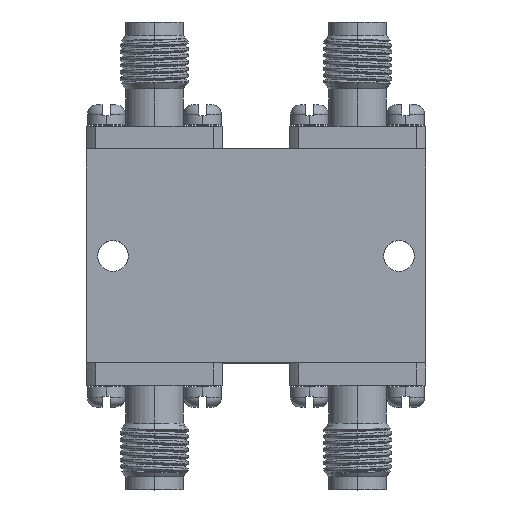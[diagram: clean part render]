
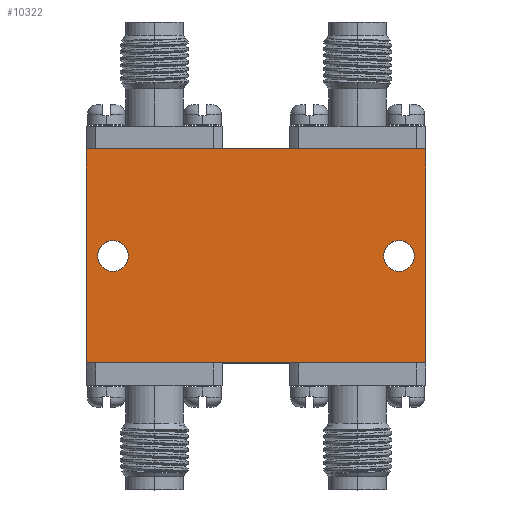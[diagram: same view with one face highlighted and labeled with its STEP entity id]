
A CAD part, top view. The second image highlights one B-rep face of the part: STEP entity #10322.
In plain terms, the highlighted planar face has unit normal (0, 0, 1).
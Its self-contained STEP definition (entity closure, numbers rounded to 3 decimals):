
#538 = CARTESIAN_POINT ( 'NONE',  ( 12.7, 8., 11. ) ) ;
#581 = CARTESIAN_POINT ( 'NONE',  ( 12.7, -8., 11. ) ) ;
#748 = DIRECTION ( 'NONE',  ( 1., 0., 0. ) ) ;
#797 = CARTESIAN_POINT ( 'NONE',  ( 9.55, 0., 11. ) ) ;
#833 = LINE ( 'NONE', #17342, #11349 ) ;
#963 = CARTESIAN_POINT ( 'NONE',  ( -10.7, 0., 11. ) ) ;
#1408 = DIRECTION ( 'NONE',  ( 1., 0., 0. ) ) ;
#1413 = DIRECTION ( 'NONE',  ( 0., 0., -1. ) ) ;
#1652 = ORIENTED_EDGE ( 'NONE', *, *, #16713, .F. ) ;
#1752 = DIRECTION ( 'NONE',  ( 0., 0., 1. ) ) ;
#1943 = CARTESIAN_POINT ( 'NONE',  ( 0., 0., 11. ) ) ;
#1951 = VERTEX_POINT ( 'NONE', #17308 ) ;
#2127 = FACE_BOUND ( 'NONE', #7491, .T. ) ;
#2870 = DIRECTION ( 'NONE',  ( 0., 0., -1. ) ) ;
#3220 = CIRCLE ( 'NONE', #14193, 1.15 ) ;
#3390 = ORIENTED_EDGE ( 'NONE', *, *, #6442, .T. ) ;
#3564 = CIRCLE ( 'NONE', #17448, 1.15 ) ;
#3587 = DIRECTION ( 'NONE',  ( -1., 0., 0. ) ) ;
#3703 = VERTEX_POINT ( 'NONE', #14174 ) ;
#3814 = VERTEX_POINT ( 'NONE', #581 ) ;
#4101 = EDGE_CURVE ( 'NONE', #6045, #3703, #3564, .T. ) ;
#4196 = CIRCLE ( 'NONE', #5637, 1.15 ) ;
#4239 = CARTESIAN_POINT ( 'NONE',  ( 10.7, 0., 11. ) ) ;
#4420 = VECTOR ( 'NONE', #5059, 1000. ) ;
#4853 = CARTESIAN_POINT ( 'NONE',  ( 0., 8., 11. ) ) ;
#5059 = DIRECTION ( 'NONE',  ( 0., 1., 0. ) ) ;
#5207 = VERTEX_POINT ( 'NONE', #16135 ) ;
#5284 = VERTEX_POINT ( 'NONE', #16604 ) ;
#5637 = AXIS2_PLACEMENT_3D ( 'NONE', #4239, #2870, #1408 ) ;
#5743 = CARTESIAN_POINT ( 'NONE',  ( 10.7, 0., 11. ) ) ;
#5992 = CARTESIAN_POINT ( 'NONE',  ( -12.7, 0., 11. ) ) ;
#6045 = VERTEX_POINT ( 'NONE', #797 ) ;
#6168 = CIRCLE ( 'NONE', #9027, 1.15 ) ;
#6442 = EDGE_CURVE ( 'NONE', #15044, #1951, #6168, .T. ) ;
#6942 = EDGE_CURVE ( 'NONE', #3814, #5207, #833, .T. ) ;
#7491 = EDGE_LOOP ( 'NONE', ( #10237, #3390 ) ) ;
#7584 = CARTESIAN_POINT ( 'NONE',  ( -10.7, 0., 11. ) ) ;
#7631 = FACE_OUTER_BOUND ( 'NONE', #14417, .T. ) ;
#7642 = EDGE_CURVE ( 'NONE', #5207, #5284, #10034, .T. ) ;
#8120 = VECTOR ( 'NONE', #748, 1000. ) ;
#8209 = DIRECTION ( 'NONE',  ( 1., 0., 0. ) ) ;
#8666 = EDGE_CURVE ( 'NONE', #5284, #17276, #9069, .T. ) ;
#8767 = ORIENTED_EDGE ( 'NONE', *, *, #4101, .T. ) ;
#9027 = AXIS2_PLACEMENT_3D ( 'NONE', #7584, #15826, #16935 ) ;
#9069 = LINE ( 'NONE', #4853, #8120 ) ;
#9498 = EDGE_CURVE ( 'NONE', #1951, #15044, #3220, .T. ) ;
#9884 = DIRECTION ( 'NONE',  ( 1., 0., 0. ) ) ;
#10034 = LINE ( 'NONE', #5992, #4420 ) ;
#10237 = ORIENTED_EDGE ( 'NONE', *, *, #9498, .T. ) ;
#10247 = PLANE ( 'NONE',  #15674 ) ;
#10322 = ADVANCED_FACE ( 'NONE', ( #2127, #14347, #7631 ), #10247, .T. ) ;
#10617 = ORIENTED_EDGE ( 'NONE', *, *, #6942, .F. ) ;
#11081 = ORIENTED_EDGE ( 'NONE', *, *, #8666, .F. ) ;
#11349 = VECTOR ( 'NONE', #3587, 1000. ) ;
#12484 = ORIENTED_EDGE ( 'NONE', *, *, #7642, .F. ) ;
#13716 = EDGE_CURVE ( 'NONE', #3703, #6045, #4196, .T. ) ;
#13742 = EDGE_LOOP ( 'NONE', ( #16422, #8767 ) ) ;
#13927 = CARTESIAN_POINT ( 'NONE',  ( 12.7, 0., 11. ) ) ;
#14174 = CARTESIAN_POINT ( 'NONE',  ( 11.85, 0., 11. ) ) ;
#14193 = AXIS2_PLACEMENT_3D ( 'NONE', #963, #1413, #8209 ) ;
#14297 = DIRECTION ( 'NONE',  ( 0., -1., 0. ) ) ;
#14347 = FACE_BOUND ( 'NONE', #13742, .T. ) ;
#14417 = EDGE_LOOP ( 'NONE', ( #10617, #1652, #11081, #12484 ) ) ;
#15044 = VERTEX_POINT ( 'NONE', #16637 ) ;
#15086 = VECTOR ( 'NONE', #14297, 1000. ) ;
#15375 = LINE ( 'NONE', #13927, #15086 ) ;
#15674 = AXIS2_PLACEMENT_3D ( 'NONE', #1943, #1752, #16983 ) ;
#15826 = DIRECTION ( 'NONE',  ( 0., 0., -1. ) ) ;
#16135 = CARTESIAN_POINT ( 'NONE',  ( -12.7, -8., 11. ) ) ;
#16422 = ORIENTED_EDGE ( 'NONE', *, *, #13716, .T. ) ;
#16604 = CARTESIAN_POINT ( 'NONE',  ( -12.7, 8., 11. ) ) ;
#16625 = DIRECTION ( 'NONE',  ( 0., 0., -1. ) ) ;
#16637 = CARTESIAN_POINT ( 'NONE',  ( -11.85, 0., 11. ) ) ;
#16713 = EDGE_CURVE ( 'NONE', #17276, #3814, #15375, .T. ) ;
#16935 = DIRECTION ( 'NONE',  ( 1., 0., 0. ) ) ;
#16983 = DIRECTION ( 'NONE',  ( 1., 0., 0. ) ) ;
#17276 = VERTEX_POINT ( 'NONE', #538 ) ;
#17308 = CARTESIAN_POINT ( 'NONE',  ( -9.55, 0., 11. ) ) ;
#17342 = CARTESIAN_POINT ( 'NONE',  ( 0., -8., 11. ) ) ;
#17448 = AXIS2_PLACEMENT_3D ( 'NONE', #5743, #16625, #9884 ) ;
